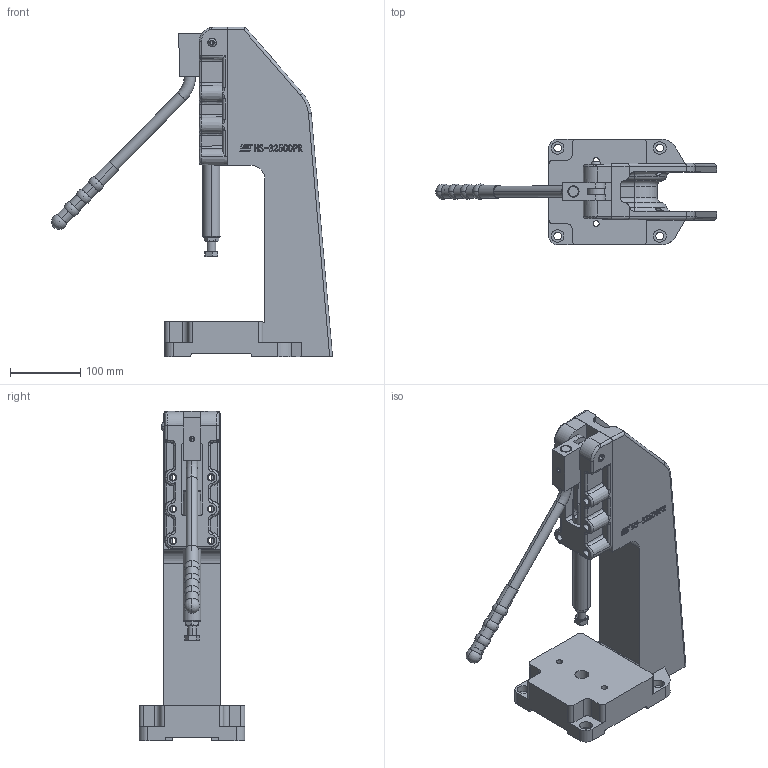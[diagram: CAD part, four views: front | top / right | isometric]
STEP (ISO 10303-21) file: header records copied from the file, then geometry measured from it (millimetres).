
FILE_DESCRIPTION (( 'STEP AP203' ), '1' );
FILE_NAME ('HS-32500PR 装配体.STEP', '2018-12-07T06:19:23', ( 'PCOS' ), ( '微软中国' ), 'SwSTEP 2.0', 'SolidWorks 2012', '' );
FILE_SCHEMA (( 'CONFIG_CONTROL_DESIGN' ));
Length unit declared in the file: millimetre
Products named in the file (12): HS-32500PR 蚾饜极; hex thin nuts-grades ab-chamfered gb_GB_FASTENER_NUT_STNAB M12-N; hexagon head bolts-full thread gb_GB_FASTENER_BOLT_STBAB A M12X60-N; hex socket set screws with cone point gb_GB_FASTENER_SCREWS_HSCP M8X12-N; hexagon socket button head screws gb_GB_SOCKET_TYPE7 M8X25-N; 挴裝; 忒梟裝; 忒梟; 忒參; 蟀裝; 菁釱; 盓殤菁釱
Assembly tree (12 placements, depth 2):
  HS-32500PR 蚾饜极
    盓殤菁釱
    菁釱
    蟀裝
    忒參
    忒梟
    忒梟裝
    挴裝
    hexagon socket button head screws gb_GB_SOCKET_TYPE7 M8X25-N  x2
    hex socket set screws with cone point gb_GB_FASTENER_SCREWS_HSCP M8X12-N
    hexagon head bolts-full thread gb_GB_FASTENER_BOLT_STBAB A M12X60-N
    hex thin nuts-grades ab-chamfered gb_GB_FASTENER_NUT_STNAB M12-N
Bounding box: 398.93 x 150 x 468 mm (x, y, z)
Volume: 3002591.2 mm3; surface area: 460127.5 mm2
Topology: 12 solids, 12 shells, 871 faces, 2329 edges, 1494 vertices
Faces by surface type: plane 376, cylinder 217, bspline 203, cone 44, torus 19, sphere 12
Entity records: 37017 total; most frequent: CARTESIAN_POINT 15699, ORIENTED_EDGE 4518, DIRECTION 3587, EDGE_CURVE 2259, VERTEX_POINT 1461, LINE 1233, VECTOR 1233, AXIS2_PLACEMENT_3D 1177
